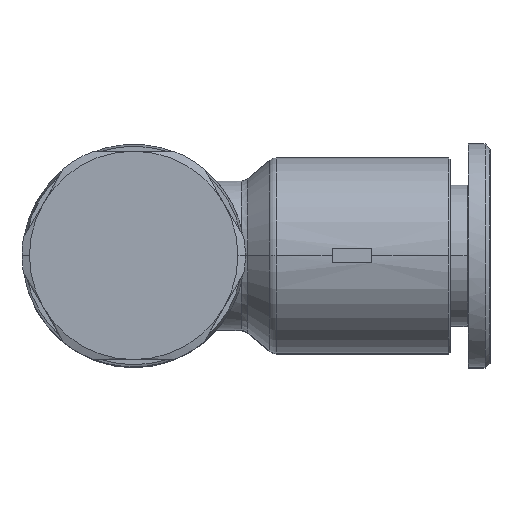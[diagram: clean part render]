
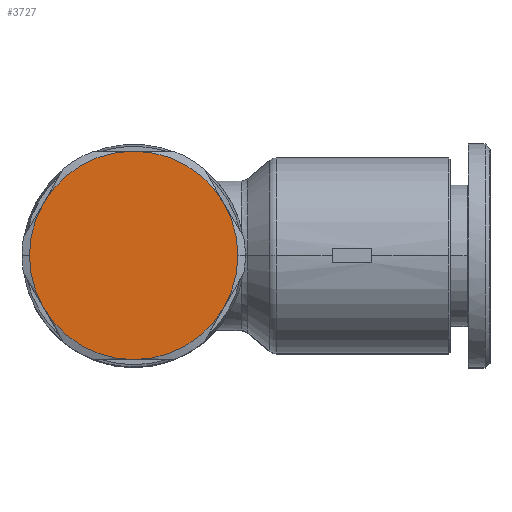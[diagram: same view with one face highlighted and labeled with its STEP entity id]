
A CAD part, top view. The second image highlights one B-rep face of the part: STEP entity #3727.
In plain terms, the highlighted planar face has unit normal (0, 0, 1).
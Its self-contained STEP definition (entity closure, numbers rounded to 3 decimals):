
#2656=CARTESIAN_POINT('',(21.5,0.,13.1));
#2657=VERTEX_POINT('',#2656);
#2664=CARTESIAN_POINT('',(20.093,-5.25,13.1));
#2665=VERTEX_POINT('',#2664);
#2666=CARTESIAN_POINT('',(11.,0.,13.1));
#2667=DIRECTION('',(0.0,0.0,1.0));
#2668=DIRECTION('',(-1.0,0.0,0.0));
#2669=AXIS2_PLACEMENT_3D('',#2666,#2667,#2668);
#2670=CIRCLE('',#2669,10.5);
#2671=EDGE_CURVE('',#2665,#2657,#2670,.T.);
#2695=CARTESIAN_POINT('',(0.5,0.,13.1));
#2696=VERTEX_POINT('',#2695);
#2704=CARTESIAN_POINT('',(1.907,-5.25,13.1));
#2705=VERTEX_POINT('',#2704);
#2719=CARTESIAN_POINT('',(11.,0.,13.1));
#2720=DIRECTION('',(0.0,0.0,1.0));
#2721=DIRECTION('',(-1.0,0.0,0.0));
#2722=AXIS2_PLACEMENT_3D('',#2719,#2720,#2721);
#2723=CIRCLE('',#2722,10.5);
#2724=EDGE_CURVE('',#2696,#2705,#2723,.T.);
#3059=CARTESIAN_POINT('',(1.907,5.25,13.1));
#3060=VERTEX_POINT('',#3059);
#3061=CARTESIAN_POINT('',(11.,0.,13.1));
#3062=DIRECTION('',(0.0,0.0,1.0));
#3063=DIRECTION('',(-1.0,0.0,0.0));
#3064=AXIS2_PLACEMENT_3D('',#3061,#3062,#3063);
#3065=CIRCLE('',#3064,10.5);
#3066=EDGE_CURVE('',#3060,#2696,#3065,.T.);
#3100=CARTESIAN_POINT('',(11.0,10.5,13.1));
#3101=VERTEX_POINT('',#3100);
#3137=CARTESIAN_POINT('',(11.,0.,13.1));
#3138=DIRECTION('',(0.0,0.0,1.0));
#3139=DIRECTION('',(-1.0,0.0,0.0));
#3140=AXIS2_PLACEMENT_3D('',#3137,#3138,#3139);
#3141=CIRCLE('',#3140,10.5);
#3142=EDGE_CURVE('',#3101,#3060,#3141,.T.);
#3167=CARTESIAN_POINT('',(20.093,5.25,13.1));
#3168=VERTEX_POINT('',#3167);
#3169=CARTESIAN_POINT('',(11.,0.,13.1));
#3170=DIRECTION('',(0.0,0.0,1.0));
#3171=DIRECTION('',(-1.0,0.0,0.0));
#3172=AXIS2_PLACEMENT_3D('',#3169,#3170,#3171);
#3173=CIRCLE('',#3172,10.5);
#3174=EDGE_CURVE('',#3168,#3101,#3173,.T.);
#3229=CARTESIAN_POINT('',(11.,0.,13.1));
#3230=DIRECTION('',(0.0,0.0,1.0));
#3231=DIRECTION('',(-1.0,0.0,0.0));
#3232=AXIS2_PLACEMENT_3D('',#3229,#3230,#3231);
#3233=CIRCLE('',#3232,10.5);
#3234=EDGE_CURVE('',#2657,#3168,#3233,.T.);
#3259=CARTESIAN_POINT('',(11.,-10.5,13.1));
#3260=VERTEX_POINT('',#3259);
#3261=CARTESIAN_POINT('',(11.,0.,13.1));
#3262=DIRECTION('',(0.0,0.0,1.0));
#3263=DIRECTION('',(-1.0,0.0,0.0));
#3264=AXIS2_PLACEMENT_3D('',#3261,#3262,#3263);
#3265=CIRCLE('',#3264,10.5);
#3266=EDGE_CURVE('',#3260,#2665,#3265,.T.);
#3313=CARTESIAN_POINT('',(11.,0.,13.1));
#3314=DIRECTION('',(0.0,0.0,1.0));
#3315=DIRECTION('',(-1.0,0.0,0.0));
#3316=AXIS2_PLACEMENT_3D('',#3313,#3314,#3315);
#3317=CIRCLE('',#3316,10.5);
#3318=EDGE_CURVE('',#2705,#3260,#3317,.T.);
#3712=CARTESIAN_POINT('',(11.,0.,13.1));
#3713=DIRECTION('',(0.0,0.0,1.0));
#3714=DIRECTION('',(-1.0,0.0,0.0));
#3715=AXIS2_PLACEMENT_3D('',#3712,#3713,#3714);
#3716=PLANE('',#3715);
#3717=ORIENTED_EDGE('',*,*,#3318,.T.);
#3718=ORIENTED_EDGE('',*,*,#3266,.T.);
#3719=ORIENTED_EDGE('',*,*,#2671,.T.);
#3720=ORIENTED_EDGE('',*,*,#3234,.T.);
#3721=ORIENTED_EDGE('',*,*,#3174,.T.);
#3722=ORIENTED_EDGE('',*,*,#3142,.T.);
#3723=ORIENTED_EDGE('',*,*,#3066,.T.);
#3724=ORIENTED_EDGE('',*,*,#2724,.T.);
#3725=EDGE_LOOP('',(#3717,#3718,#3719,#3720,#3721,#3722,#3723,#3724));
#3726=FACE_OUTER_BOUND('',#3725,.T.);
#3727=ADVANCED_FACE('',(#3726),#3716,.T.);
